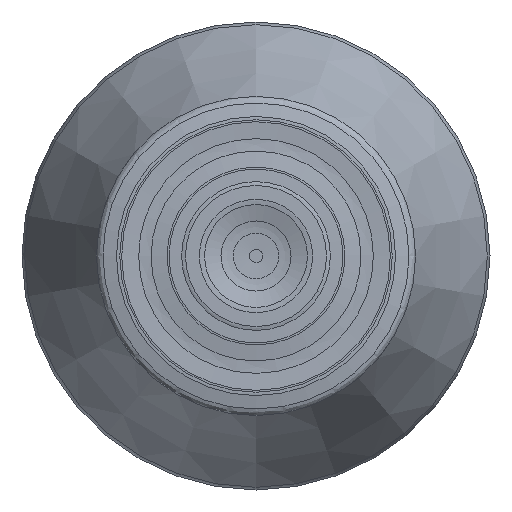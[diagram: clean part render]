
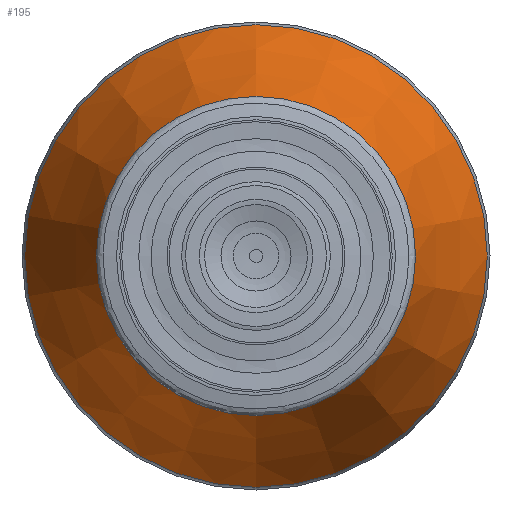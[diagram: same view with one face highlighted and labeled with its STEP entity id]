
A CAD part, left-side view. The second image highlights one B-rep face of the part: STEP entity #195.
In plain terms, the highlighted conical face has half-angle 23.806 degrees and reference radius 21.745 mm.
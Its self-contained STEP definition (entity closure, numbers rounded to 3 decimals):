
#173=CONICAL_SURFACE('',#771,21.745,23.806);
#195=ADVANCED_FACE('',(#273,#274),#173,.T.);
#273=FACE_BOUND('',#380,.T.);
#274=FACE_BOUND('',#381,.T.);
#380=EDGE_LOOP('',(#490));
#381=EDGE_LOOP('',(#491));
#490=ORIENTED_EDGE('',*,*,#641,.T.);
#491=ORIENTED_EDGE('',*,*,#640,.F.);
#585=VERTEX_POINT('',#1081);
#586=VERTEX_POINT('',#1084);
#640=EDGE_CURVE('',#585,#585,#695,.T.);
#641=EDGE_CURVE('',#586,#586,#696,.T.);
#695=CIRCLE('',#768,21.745);
#696=CIRCLE('',#770,14.925);
#768=AXIS2_PLACEMENT_3D('',#1080,#879,#880);
#770=AXIS2_PLACEMENT_3D('',#1083,#883,#884);
#771=AXIS2_PLACEMENT_3D('',#1085,#885,#886);
#879=DIRECTION('',(1.,0.,0.));
#880=DIRECTION('',(0.,0.,1.));
#883=DIRECTION('',(1.,0.,0.));
#884=DIRECTION('',(0.,0.,1.));
#885=DIRECTION('',(1.,0.,0.));
#886=DIRECTION('',(0.,0.,-1.));
#1080=CARTESIAN_POINT('',(171.421,0.,0.));
#1081=CARTESIAN_POINT('',(171.421,0.,21.745));
#1083=CARTESIAN_POINT('',(155.964,0.,0.));
#1084=CARTESIAN_POINT('',(155.964,0.,14.925));
#1085=CARTESIAN_POINT('',(171.421,0.,0.));
